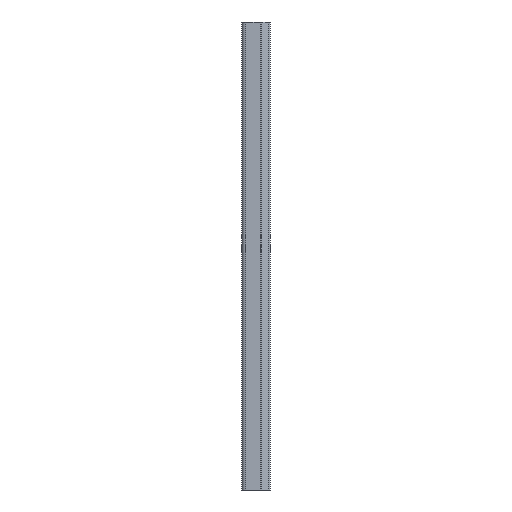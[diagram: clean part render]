
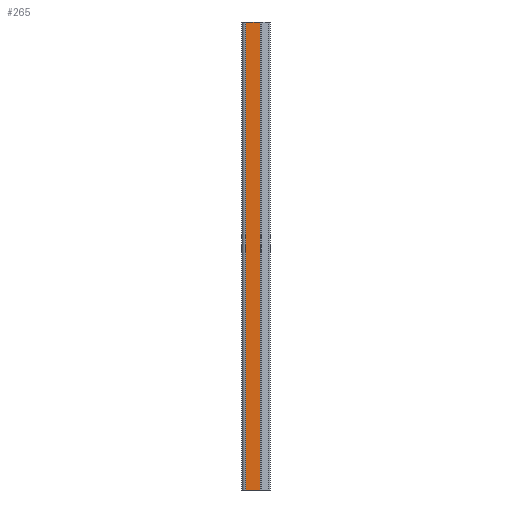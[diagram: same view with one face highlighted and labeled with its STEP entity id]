
A CAD part, left-side view. The second image highlights one B-rep face of the part: STEP entity #265.
In plain terms, the highlighted planar face has unit normal (-1, 0, 0).
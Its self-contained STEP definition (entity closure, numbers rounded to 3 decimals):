
#24 = VECTOR ( 'NONE', #1016, 1000. ) ;
#44 = VERTEX_POINT ( 'NONE', #990 ) ;
#93 = ORIENTED_EDGE ( 'NONE', *, *, #444, .T. ) ;
#149 = DIRECTION ( 'NONE',  ( 0., 1., 0. ) ) ;
#265 = ADVANCED_FACE ( 'NONE', ( #753 ), #726, .T. ) ;
#299 = CARTESIAN_POINT ( 'NONE',  ( -32.5, 22.4, -500. ) ) ;
#352 = VECTOR ( 'NONE', #149, 1000. ) ;
#374 = CARTESIAN_POINT ( 'NONE',  ( -32.5, -9.485, 500. ) ) ;
#389 = LINE ( 'NONE', #423, #982 ) ;
#395 = VERTEX_POINT ( 'NONE', #828 ) ;
#409 = EDGE_LOOP ( 'NONE', ( #867, #93, #469, #977 ) ) ;
#423 = CARTESIAN_POINT ( 'NONE',  ( -32.5, -9.485, 500. ) ) ;
#433 = CARTESIAN_POINT ( 'NONE',  ( -32.5, 0., 500. ) ) ;
#444 = EDGE_CURVE ( 'NONE', #44, #730, #389, .T. ) ;
#469 = ORIENTED_EDGE ( 'NONE', *, *, #692, .T. ) ;
#486 = DIRECTION ( 'NONE',  ( -1., 0., 0. ) ) ;
#530 = AXIS2_PLACEMENT_3D ( 'NONE', #433, #486, #965 ) ;
#560 = DIRECTION ( 'NONE',  ( 0., 0., -1. ) ) ;
#563 = LINE ( 'NONE', #1044, #352 ) ;
#639 = LINE ( 'NONE', #766, #24 ) ;
#642 = EDGE_CURVE ( 'NONE', #395, #1026, #1050, .T. ) ;
#692 = EDGE_CURVE ( 'NONE', #730, #395, #563, .T. ) ;
#726 = PLANE ( 'NONE',  #530 ) ;
#730 = VERTEX_POINT ( 'NONE', #374 ) ;
#740 = DIRECTION ( 'NONE',  ( 0., 0., 1. ) ) ;
#753 = FACE_OUTER_BOUND ( 'NONE', #409, .T. ) ;
#766 = CARTESIAN_POINT ( 'NONE',  ( -32.5, 0., -500. ) ) ;
#798 = CARTESIAN_POINT ( 'NONE',  ( -32.5, 22.4, 500. ) ) ;
#827 = VECTOR ( 'NONE', #560, 1000. ) ;
#828 = CARTESIAN_POINT ( 'NONE',  ( -32.5, 22.4, 500. ) ) ;
#867 = ORIENTED_EDGE ( 'NONE', *, *, #893, .F. ) ;
#893 = EDGE_CURVE ( 'NONE', #44, #1026, #639, .T. ) ;
#965 = DIRECTION ( 'NONE',  ( 0., 0., 1. ) ) ;
#977 = ORIENTED_EDGE ( 'NONE', *, *, #642, .T. ) ;
#982 = VECTOR ( 'NONE', #740, 1000. ) ;
#990 = CARTESIAN_POINT ( 'NONE',  ( -32.5, -9.485, -500. ) ) ;
#1016 = DIRECTION ( 'NONE',  ( 0., 1., 0. ) ) ;
#1026 = VERTEX_POINT ( 'NONE', #299 ) ;
#1044 = CARTESIAN_POINT ( 'NONE',  ( -32.5, 0., 500. ) ) ;
#1050 = LINE ( 'NONE', #798, #827 ) ;
